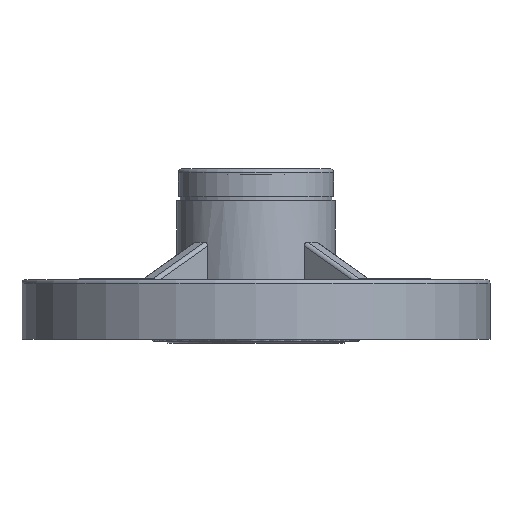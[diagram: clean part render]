
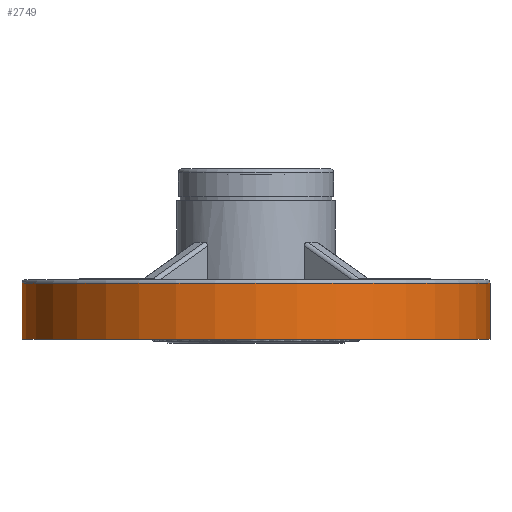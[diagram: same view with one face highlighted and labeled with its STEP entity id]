
A CAD part, front view. The second image highlights one B-rep face of the part: STEP entity #2749.
In plain terms, the highlighted cylindrical face has radius 62.6 mm (diameter 125.2 mm), a full revolution.
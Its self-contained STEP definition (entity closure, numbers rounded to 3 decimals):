
#2649=CYLINDRICAL_SURFACE('',#8988,62.6);
#2749=ADVANCED_FACE('',(#3522,#3523),#2649,.T.);
#3522=FACE_BOUND('',#3692,.T.);
#3523=FACE_BOUND('',#3693,.T.);
#3692=EDGE_LOOP('',(#4729));
#3693=EDGE_LOOP('',(#4730));
#4729=ORIENTED_EDGE('',*,*,#7962,.T.);
#4730=ORIENTED_EDGE('',*,*,#7963,.T.);
#7093=VERTEX_POINT('',#15168);
#7094=VERTEX_POINT('',#15170);
#7962=EDGE_CURVE('',#7093,#7093,#8784,.T.);
#7963=EDGE_CURVE('',#7094,#7094,#8785,.T.);
#8784=CIRCLE('',#8986,62.6);
#8785=CIRCLE('',#8987,62.6);
#8986=AXIS2_PLACEMENT_3D('',#15167,#9828,#9829);
#8987=AXIS2_PLACEMENT_3D('',#15169,#9830,#9831);
#8988=AXIS2_PLACEMENT_3D('',#15171,#9832,#9833);
#9828=DIRECTION('',(0.,0.,-1.));
#9829=DIRECTION('',(1.,0.,0.));
#9830=DIRECTION('',(0.,0.,1.));
#9831=DIRECTION('',(1.,0.,0.));
#9832=DIRECTION('',(0.,0.,1.));
#9833=DIRECTION('',(-1.,0.,0.));
#15167=CARTESIAN_POINT('',(-30.,-760.,15.));
#15168=CARTESIAN_POINT('',(32.6,-760.,15.));
#15169=CARTESIAN_POINT('',(-30.,-760.,0.));
#15170=CARTESIAN_POINT('',(32.6,-760.,0.));
#15171=CARTESIAN_POINT('',(-30.,-760.,0.));
